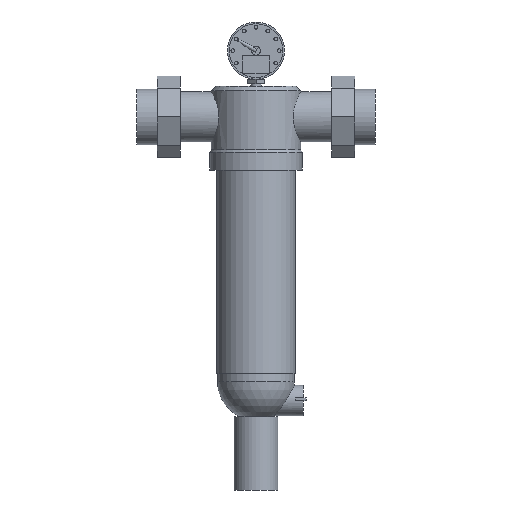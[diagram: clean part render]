
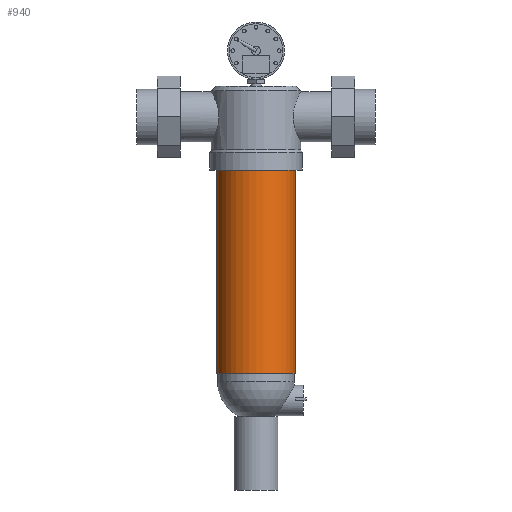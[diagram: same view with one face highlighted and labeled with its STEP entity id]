
A CAD part, front view. The second image highlights one B-rep face of the part: STEP entity #940.
In plain terms, the highlighted cylindrical face has radius 44 mm (diameter 88 mm), a partial arc.
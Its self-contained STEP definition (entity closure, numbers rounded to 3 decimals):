
#796=VERTEX_POINT('',#1970);
#824=VERTEX_POINT('',#2000);
#912=VERTEX_POINT('',#2100);
#940=ADVANCED_FACE('',(#2132),#2133,.T.);
#1234=EDGE_CURVE('',#796,#1572,#2460,.T.);
#1264=EDGE_CURVE('',#912,#824,#2504,.T.);
#1568=EDGE_CURVE('',#796,#824,#2843,.T.);
#1572=VERTEX_POINT('',#2848);
#1722=EDGE_CURVE('',#912,#1572,#3011,.T.);
#1970=CARTESIAN_POINT('',(44.0,0.0,-286.5));
#2000=CARTESIAN_POINT('',(-44.0,0.,-286.5));
#2100=CARTESIAN_POINT('',(-44.0,0.,-59.5));
#2132=FACE_OUTER_BOUND('',#3564,.T.);
#2133=CYLINDRICAL_SURFACE('',#3565,44.0);
#2460=LINE('',#4132,#4133);
#2504=LINE('',#4196,#4197);
#2843=CIRCLE('',#4768,44.0);
#2848=CARTESIAN_POINT('',(44.0,0.0,-59.5));
#3011=CIRCLE('',#5092,44.0);
#3564=EDGE_LOOP('',(#5549,#5550,#5551,#5552));
#3565=AXIS2_PLACEMENT_3D('',#5553,#5554,#5555);
#4132=CARTESIAN_POINT('',(44.0,0.,-161.25));
#4133=VECTOR('',#5947,1.0);
#4196=CARTESIAN_POINT('',(-44.0,0.,-161.25));
#4197=VECTOR('',#6013,1.0);
#4768=AXIS2_PLACEMENT_3D('',#6388,#6389,#6390);
#5092=AXIS2_PLACEMENT_3D('',#6557,#6558,#6559);
#5549=ORIENTED_EDGE('',*,*,#1234,.T.);
#5550=ORIENTED_EDGE('',*,*,#1722,.F.);
#5551=ORIENTED_EDGE('',*,*,#1264,.T.);
#5552=ORIENTED_EDGE('',*,*,#1568,.F.);
#5553=CARTESIAN_POINT('',(0.0,0.0,-161.25));
#5554=DIRECTION('',(0.0,0.0,-1.0));
#5555=DIRECTION('',(1.0,0.0,0.0));
#5947=DIRECTION('',(0.0,0.0,1.0));
#6013=DIRECTION('',(0.0,0.0,-1.0));
#6388=CARTESIAN_POINT('',(0.0,0.0,-286.5));
#6389=DIRECTION('',(0.0,0.0,-1.0));
#6390=DIRECTION('',(1.0,0.0,0.0));
#6557=CARTESIAN_POINT('',(0.0,0.0,-59.5));
#6558=DIRECTION('',(0.0,0.0,1.0));
#6559=DIRECTION('',(1.0,0.0,0.0));
